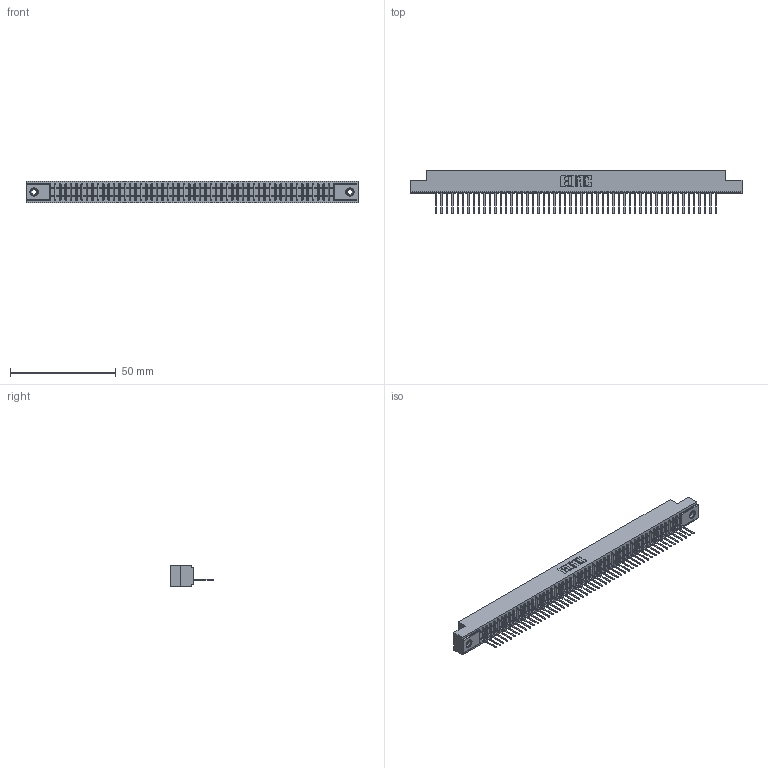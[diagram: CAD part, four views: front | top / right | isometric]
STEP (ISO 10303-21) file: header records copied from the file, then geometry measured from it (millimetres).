
FILE_DESCRIPTION (( 'STEP AP203' ), '1' );
FILE_NAME ('341-053-522-108.STEP', '2018-08-07T13:48:16', ( '' ), ( '' ), 'SwSTEP 2.0', 'SolidWorks 2016', '' );
FILE_SCHEMA (( 'CONFIG_CONTROL_DESIGN' ));
Length unit declared in the file: inch
Products named in the file (4): 345-250-001_345-250-003-102; 341-053-522-108; 341 Part_.156 (3.96) Dia Mounting Holes; 341-292-001_341-292-122
Assembly tree (56 placements, depth 2):
  341-053-522-108
    341 Part_.156 (3.96) Dia Mounting Holes
    341-292-001_341-292-122  x53
    345-250-001_345-250-003-102  x2
Bounding box: 156.84 x 20.62 x 10.16 mm (x, y, z)
Volume: 11278.8 mm3; surface area: 18222.7 mm2
Topology: 56 solids, 56 shells, 4522 faces, 13013 edges, 8346 vertices
Faces by surface type: plane 2803, cylinder 1491, sphere 108, torus 108, cone 12
Entity records: 62165 total; most frequent: CARTESIAN_POINT 10545, ORIENTED_EDGE 10526, DIRECTION 10181, EDGE_CURVE 5263, VECTOR 4261, LINE 4261, VERTEX_POINT 3324, AXIS2_PLACEMENT_3D 2960
